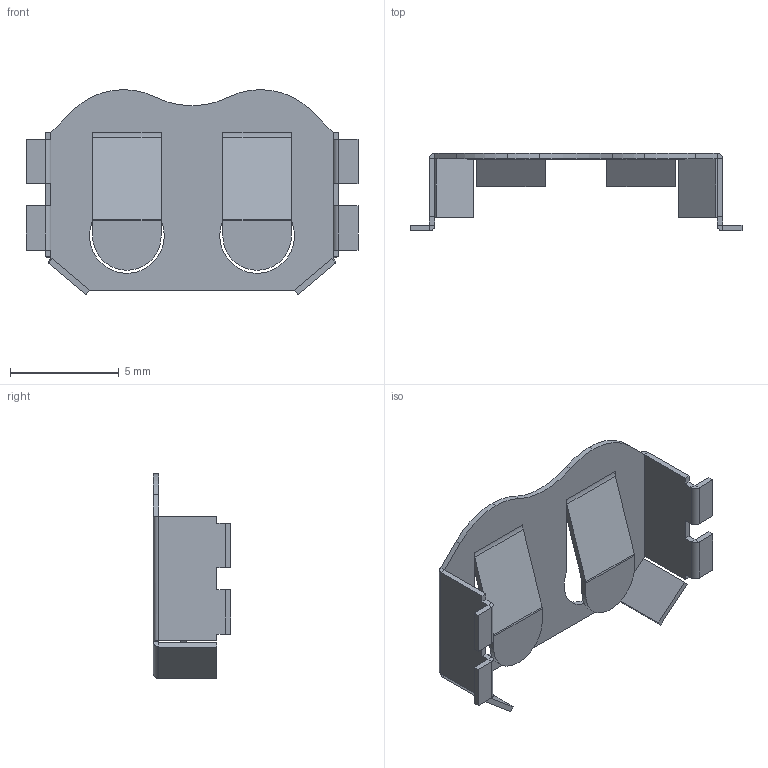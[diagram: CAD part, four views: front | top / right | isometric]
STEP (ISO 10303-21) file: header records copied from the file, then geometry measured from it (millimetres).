
FILE_DESCRIPTION (( 'STEP AP214' ), '1' );
FILE_NAME ('BAT-HLD-012-SMT.STEP', '2020-10-08T22:09:13', ( '' ), ( '' ), 'SwSTEP 2.0', 'SolidWorks 2017', '' );
FILE_SCHEMA (( 'AUTOMOTIVE_DESIGN' ));
Length unit declared in the file: inch
Products named in the file (1): BAT-HLD-012-SMT
Bounding box: 15.24 x 3.56 x 9.4 mm (x, y, z)
Volume: 42.3 mm3; surface area: 367.7 mm2
Topology: 1 solids, 1 shells, 141 faces, 322 edges, 184 vertices
Faces by surface type: plane 114, cylinder 23, bspline 4
Entity records: 3890 total; most frequent: CARTESIAN_POINT 708, ORIENTED_EDGE 644, DIRECTION 636, EDGE_CURVE 322, VECTOR 276, LINE 276, VERTEX_POINT 184, AXIS2_PLACEMENT_3D 180
